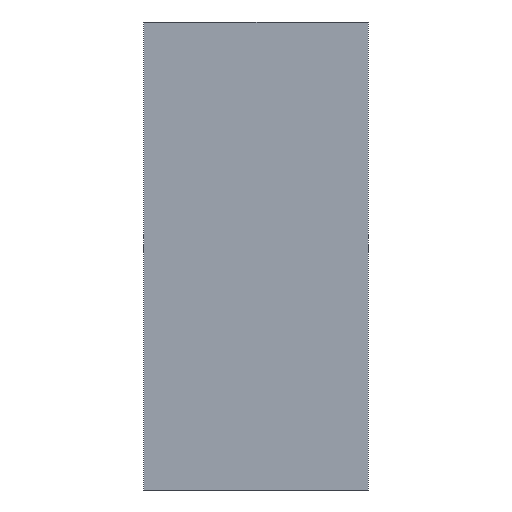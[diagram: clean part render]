
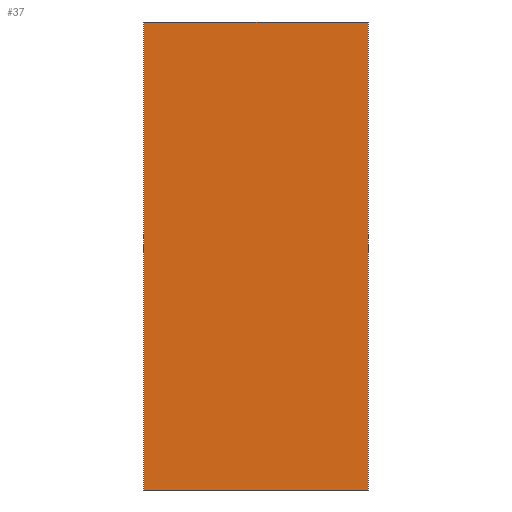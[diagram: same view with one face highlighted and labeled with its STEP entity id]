
A CAD part, left-side view. The second image highlights one B-rep face of the part: STEP entity #37.
In plain terms, the highlighted planar face has unit normal (-1, 0, 0).
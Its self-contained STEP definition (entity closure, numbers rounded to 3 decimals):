
#12 = VERTEX_POINT ( 'NONE', #82 ) ;
#14 = EDGE_CURVE ( 'NONE', #12, #145, #80, .T. ) ;
#29 = ORIENTED_EDGE ( 'NONE', *, *, #147, .T. ) ;
#30 = ORIENTED_EDGE ( 'NONE', *, *, #14, .F. ) ;
#37 = ADVANCED_FACE ( 'NONE', ( #156 ), #233, .F. ) ;
#38 = EDGE_LOOP ( 'NONE', ( #29, #30, #39, #40 ) ) ;
#39 = ORIENTED_EDGE ( 'NONE', *, *, #64, .F. ) ;
#40 = ORIENTED_EDGE ( 'NONE', *, *, #139, .T. ) ;
#64 = EDGE_CURVE ( 'NONE', #140, #12, #255, .T. ) ;
#77 = DIRECTION ( 'NONE',  ( 0., -1., 0. ) ) ;
#78 = VECTOR ( 'NONE', #77, 1000. ) ;
#79 = CARTESIAN_POINT ( 'NONE',  ( -1., 0.6, 0.625 ) ) ;
#80 = LINE ( 'NONE', #79, #78 ) ;
#82 = CARTESIAN_POINT ( 'NONE',  ( -1., 0.6, 0.625 ) ) ;
#117 = VERTEX_POINT ( 'NONE', #357 ) ;
#139 = EDGE_CURVE ( 'NONE', #140, #117, #392, .T. ) ;
#140 = VERTEX_POINT ( 'NONE', #388 ) ;
#145 = VERTEX_POINT ( 'NONE', #425 ) ;
#147 = EDGE_CURVE ( 'NONE', #117, #145, #424, .T. ) ;
#156 = FACE_OUTER_BOUND ( 'NONE', #38, .T. ) ;
#230 = DIRECTION ( 'NONE',  ( 1., 0., 0. ) ) ;
#231 = CARTESIAN_POINT ( 'NONE',  ( -1., 0.6, 0.625 ) ) ;
#232 = AXIS2_PLACEMENT_3D ( 'NONE', #231, #230, #277 ) ;
#233 = PLANE ( 'NONE',  #232 ) ;
#252 = DIRECTION ( 'NONE',  ( 0., 0., 1. ) ) ;
#253 = VECTOR ( 'NONE', #252, 1000. ) ;
#254 = CARTESIAN_POINT ( 'NONE',  ( -1., 0.6, 0.625 ) ) ;
#255 = LINE ( 'NONE', #254, #253 ) ;
#277 = DIRECTION ( 'NONE',  ( 0., 0., -1. ) ) ;
#357 = CARTESIAN_POINT ( 'NONE',  ( -1., 0., -0.625 ) ) ;
#386 = DIRECTION ( 'NONE',  ( 0., 0., 1. ) ) ;
#388 = CARTESIAN_POINT ( 'NONE',  ( -1., 0.6, -0.625 ) ) ;
#389 = DIRECTION ( 'NONE',  ( 0., -1., 0. ) ) ;
#390 = VECTOR ( 'NONE', #389, 1000. ) ;
#391 = CARTESIAN_POINT ( 'NONE',  ( -1., 0.6, -0.625 ) ) ;
#392 = LINE ( 'NONE', #391, #390 ) ;
#422 = VECTOR ( 'NONE', #386, 1000. ) ;
#423 = CARTESIAN_POINT ( 'NONE',  ( -1., 0., 0.625 ) ) ;
#424 = LINE ( 'NONE', #423, #422 ) ;
#425 = CARTESIAN_POINT ( 'NONE',  ( -1., 0., 0.625 ) ) ;
